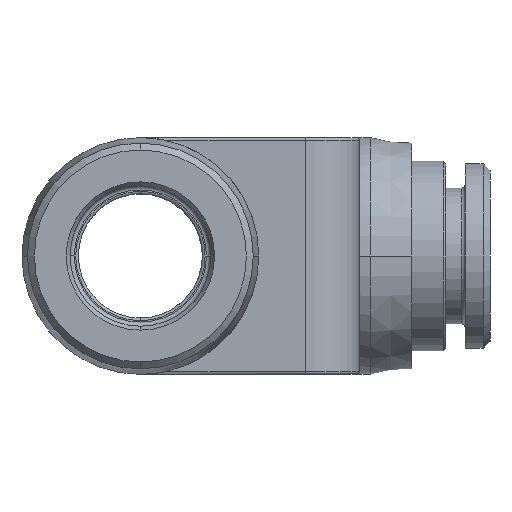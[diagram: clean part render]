
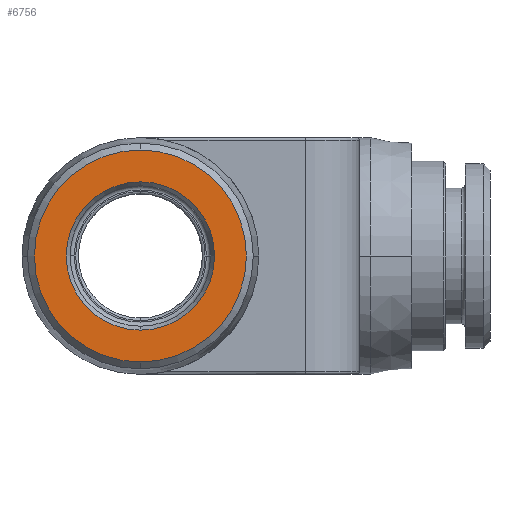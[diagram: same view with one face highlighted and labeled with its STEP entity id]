
A CAD part, left-side view. The second image highlights one B-rep face of the part: STEP entity #6756.
In plain terms, the highlighted planar face has unit normal (-1, 0, 0).
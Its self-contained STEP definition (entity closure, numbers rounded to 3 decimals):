
#2081=CARTESIAN_POINT('',(-26.1,0.,0.));
#2082=DIRECTION('',(-1.,0.,0.));
#2083=DIRECTION('',(0.,0.,-1.));
#2084=AXIS2_PLACEMENT_3D('',#2081,#2082,#2083);
#2094=CARTESIAN_POINT('',(-26.1,0.,0.));
#2095=DIRECTION('',(1.,0.,0.));
#2096=DIRECTION('',(0.,0.,-1.));
#2097=AXIS2_PLACEMENT_3D('',#2094,#2095,#2096);
#2099=CARTESIAN_POINT('',(-26.1,0.,0.));
#2100=DIRECTION('',(1.,0.,0.));
#2101=DIRECTION('',(0.,0.,-1.));
#2102=AXIS2_PLACEMENT_3D('',#2099,#2100,#2101);
#2104=CARTESIAN_POINT('',(-26.1,0.,0.));
#2105=DIRECTION('',(-1.,0.,0.));
#2106=DIRECTION('',(0.,0.,-1.));
#2107=AXIS2_PLACEMENT_3D('',#2104,#2105,#2106);
#4380=CARTESIAN_POINT('',(-26.1,0.,-5.389));
#4382=VERTEX_POINT('',#4380);
#4383=CARTESIAN_POINT('',(-26.1,0.,-7.7));
#4385=VERTEX_POINT('',#4383);
#4390=CARTESIAN_POINT('',(-26.1,0.,5.389));
#4392=VERTEX_POINT('',#4390);
#4393=CARTESIAN_POINT('',(-26.1,0.,7.7));
#4395=VERTEX_POINT('',#4393);
#6741=CARTESIAN_POINT('',(-26.1,0.,0.));
#6742=DIRECTION('',(-1.,0.,0.));
#6743=DIRECTION('',(0.,0.,1.));
#6744=AXIS2_PLACEMENT_3D('',#6741,#6742,#6743);
#6745=PLANE('',#6744);
#6746=ORIENTED_EDGE('',*,*,#6720,.F.);
#6747=ORIENTED_EDGE('',*,*,#6736,.T.);
#6748=EDGE_LOOP('',(#6746,#6747));
#6749=FACE_OUTER_BOUND('',#6748,.F.);
#6751=ORIENTED_EDGE('',*,*,#6750,.F.);
#6753=ORIENTED_EDGE('',*,*,#6752,.T.);
#6754=EDGE_LOOP('',(#6751,#6753));
#6755=FACE_BOUND('',#6754,.F.);
#6756=ADVANCED_FACE('',(#6749,#6755),#6745,.T.);
#2085=CIRCLE('',#2084,7.7);
#2098=CIRCLE('',#2097,7.7);
#2103=CIRCLE('',#2102,5.389);
#2108=CIRCLE('',#2107,5.389);
#6720=EDGE_CURVE('',#4385,#4395,#2085,.T.);
#6736=EDGE_CURVE('',#4385,#4395,#2098,.T.);
#6750=EDGE_CURVE('',#4382,#4392,#2103,.T.);
#6752=EDGE_CURVE('',#4382,#4392,#2108,.T.);
